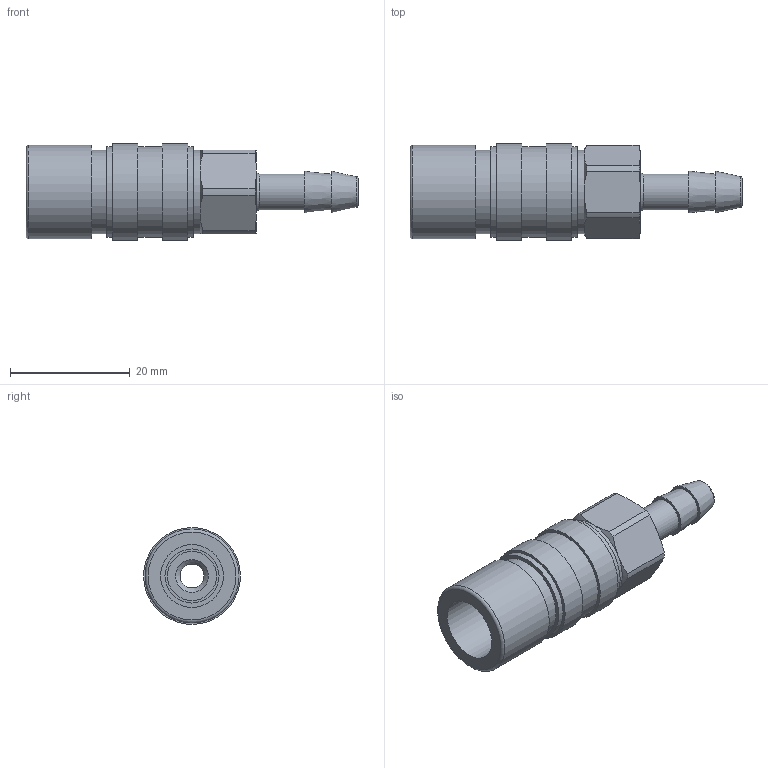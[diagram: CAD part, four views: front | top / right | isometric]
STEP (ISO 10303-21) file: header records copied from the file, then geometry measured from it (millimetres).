
FILE_DESCRIPTION(/* description */ (''),/* implementation_level */ '2;1');
FILE_NAME(/* name */ 'kds_6_nw5-grc.stp',/* time_stamp */ '2018-01-16T13:51:46+01:00',/* author */ ('leitheußer'),/* organization */ (''),/* preprocessor_version */ 'ST-DEVELOPER v15.6',/* originating_system */ 'Autodesk Inventor LT ',/* authorisation */ '');
FILE_SCHEMA (('AUTOMOTIVE_DESIGN { 1 0 10303 214 3 1 1 }'));
Length unit declared in the file: millimetre
Products named in the file (1): KDS 6 NW5-GRC
Bounding box: 55.5 x 16.2 x 16.2 mm (x, y, z)
Volume: 4985 mm3; surface area: 4001 mm2
Topology: 1 solids, 1 shells, 58 faces, 115 edges, 72 vertices
Faces by surface type: plane 21, cylinder 19, cone 15, torus 3
Full cylindrical faces by diameter (mm): 4 x1, 6 x1, 8.2 x1, 9.03 x1, 10.5 x1, 13.9 x1, 14 x1, 15.2 x3, 15.7 x1, 16.2 x2
Entity records: 1472 total; most frequent: CARTESIAN_POINT 269, DIRECTION 244, ORIENTED_EDGE 186, AXIS2_PLACEMENT_3D 116, EDGE_CURVE 93, EDGE_LOOP 92, VERTEX_POINT 69, STYLED_ITEM 59
